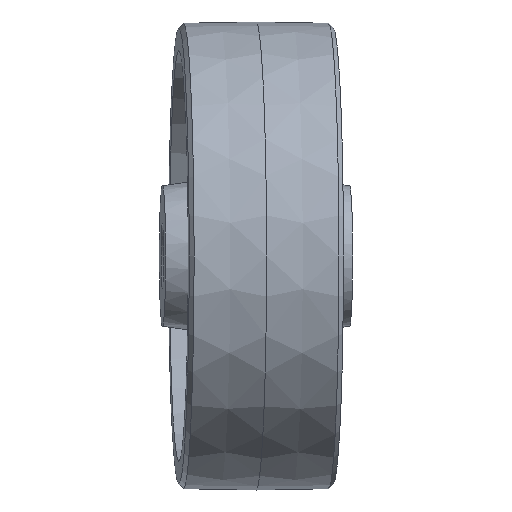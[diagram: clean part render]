
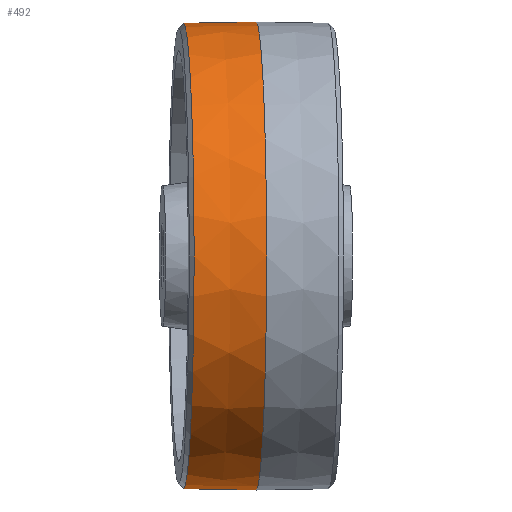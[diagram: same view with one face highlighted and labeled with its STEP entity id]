
A CAD part, front view. The second image highlights one B-rep face of the part: STEP entity #492.
In plain terms, the highlighted conical face has half-angle 1 degrees and reference radius 50 mm.
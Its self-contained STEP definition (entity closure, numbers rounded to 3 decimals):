
#165 = ORIENTED_EDGE ( 'NONE', *, *, #1722, .T. ) ;
#346 = VECTOR ( 'NONE', #3856, 1000. ) ;
#415 = AXIS2_PLACEMENT_3D ( 'NONE', #2490, #1475, #1496 ) ;
#492 = ADVANCED_FACE ( 'NONE', ( #600 ), #1402, .T. ) ;
#600 = FACE_OUTER_BOUND ( 'NONE', #2557, .T. ) ;
#875 = ORIENTED_EDGE ( 'NONE', *, *, #951, .F. ) ;
#947 = DIRECTION ( 'NONE',  ( 0., 0., -1. ) ) ;
#951 = EDGE_CURVE ( 'NONE', #3169, #2245, #2474, .T. ) ;
#958 = CARTESIAN_POINT ( 'NONE',  ( 0.825, 0.563, 0. ) ) ;
#1003 = DIRECTION ( 'NONE',  ( 0.999, 0.045, 0.017 ) ) ;
#1347 = EDGE_CURVE ( 'NONE', #1627, #3575, #2178, .T. ) ;
#1402 = CONICAL_SURFACE ( 'NONE', #2662, 50., 0.017 ) ;
#1475 = DIRECTION ( 'NONE',  ( 0.999, 0.045, 0. ) ) ;
#1496 = DIRECTION ( 'NONE',  ( 0., 0., 1. ) ) ;
#1627 = VERTEX_POINT ( 'NONE', #2369 ) ;
#1648 = CARTESIAN_POINT ( 'NONE',  ( -14.659, -0.139, 49.729 ) ) ;
#1722 = EDGE_CURVE ( 'NONE', #3169, #1627, #2341, .T. ) ;
#1881 = ORIENTED_EDGE ( 'NONE', *, *, #2409, .T. ) ;
#1891 = CARTESIAN_POINT ( 'NONE',  ( 0.825, 0.563, -50. ) ) ;
#2178 = LINE ( 'NONE', #1891, #346 ) ;
#2198 = DIRECTION ( 'NONE',  ( 0.999, 0.045, 0. ) ) ;
#2245 = VERTEX_POINT ( 'NONE', #3776 ) ;
#2341 = CIRCLE ( 'NONE', #415, 49.729 ) ;
#2369 = CARTESIAN_POINT ( 'NONE',  ( -14.659, -0.139, -49.729 ) ) ;
#2409 = EDGE_CURVE ( 'NONE', #3575, #2245, #3763, .T. ) ;
#2474 = LINE ( 'NONE', #3256, #3750 ) ;
#2490 = CARTESIAN_POINT ( 'NONE',  ( -14.659, -0.139, 0. ) ) ;
#2557 = EDGE_LOOP ( 'NONE', ( #875, #165, #3367, #1881 ) ) ;
#2662 = AXIS2_PLACEMENT_3D ( 'NONE', #958, #2198, #947 ) ;
#2825 = DIRECTION ( 'NONE',  ( 0., 0., 1. ) ) ;
#3169 = VERTEX_POINT ( 'NONE', #1648 ) ;
#3187 = CARTESIAN_POINT ( 'NONE',  ( 0.825, 0.563, 0. ) ) ;
#3256 = CARTESIAN_POINT ( 'NONE',  ( 0.825, 0.563, 50. ) ) ;
#3367 = ORIENTED_EDGE ( 'NONE', *, *, #1347, .T. ) ;
#3575 = VERTEX_POINT ( 'NONE', #3803 ) ;
#3750 = VECTOR ( 'NONE', #1003, 1000. ) ;
#3763 = CIRCLE ( 'NONE', #3934, 50. ) ;
#3776 = CARTESIAN_POINT ( 'NONE',  ( 0.825, 0.563, 50. ) ) ;
#3803 = CARTESIAN_POINT ( 'NONE',  ( 0.825, 0.563, -50. ) ) ;
#3856 = DIRECTION ( 'NONE',  ( 0.999, 0.045, -0.017 ) ) ;
#3934 = AXIS2_PLACEMENT_3D ( 'NONE', #3187, #4150, #2825 ) ;
#4150 = DIRECTION ( 'NONE',  ( -0.999, -0.045, 0. ) ) ;
